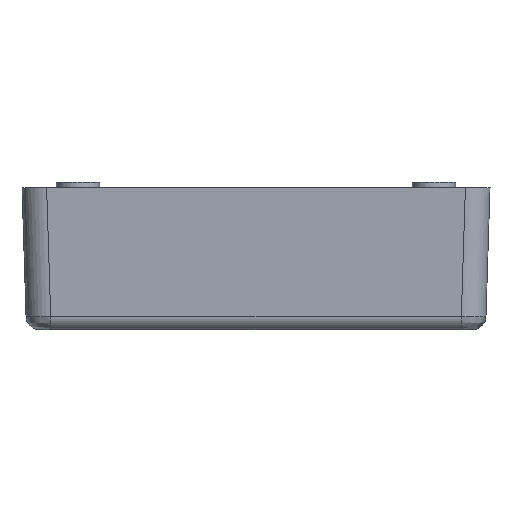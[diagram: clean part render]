
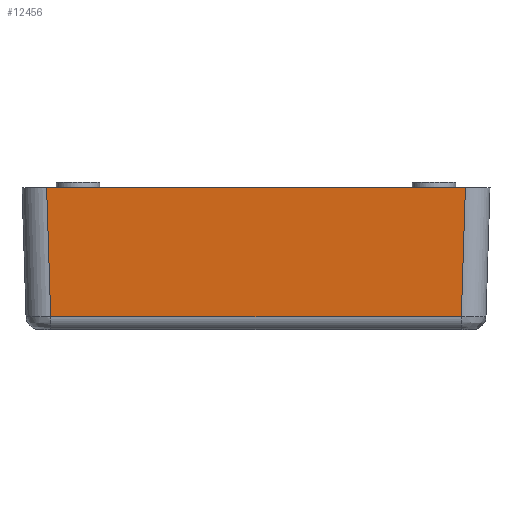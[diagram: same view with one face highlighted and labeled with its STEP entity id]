
A CAD part, left-side view. The second image highlights one B-rep face of the part: STEP entity #12456.
In plain terms, the highlighted planar face has unit normal (-1, 0, -0.031).
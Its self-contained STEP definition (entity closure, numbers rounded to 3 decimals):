
#1219=PLANE('',#13827);
#2065=LINE('',#21325,#2939);
#2068=LINE('',#21367,#2942);
#2070=LINE('',#21371,#2944);
#2074=LINE('',#21379,#2948);
#2939=VECTOR('',#17104,10.);
#2942=VECTOR('',#17117,10.);
#2944=VECTOR('',#17123,10.);
#2948=VECTOR('',#17135,10.);
#3883=FACE_OUTER_BOUND('',#4622,.T.);
#4622=EDGE_LOOP('',(#11087,#11088,#11089,#11090));
#5926=VERTEX_POINT('',#21318);
#5928=VERTEX_POINT('',#21323);
#5929=VERTEX_POINT('',#21357);
#5931=VERTEX_POINT('',#21363);
#7668=EDGE_CURVE('',#5928,#5926,#2065,.T.);
#7675=EDGE_CURVE('',#5929,#5931,#2068,.T.);
#7677=EDGE_CURVE('',#5926,#5929,#2070,.T.);
#7681=EDGE_CURVE('',#5928,#5931,#2074,.T.);
#11087=ORIENTED_EDGE('',*,*,#7668,.F.);
#11088=ORIENTED_EDGE('',*,*,#7681,.T.);
#11089=ORIENTED_EDGE('',*,*,#7675,.F.);
#11090=ORIENTED_EDGE('',*,*,#7677,.F.);
#12456=ADVANCED_FACE('',(#3883),#1219,.T.);
#13827=AXIS2_PLACEMENT_3D('',#21430,#17187,#17188);
#17104=DIRECTION('',(0.031,0.031,-0.999));
#17117=DIRECTION('',(-0.031,0.031,0.999));
#17123=DIRECTION('',(0.,1.,0.));
#17135=DIRECTION('',(0.,1.,0.));
#17187=DIRECTION('center_axis',(-1.,0.,-0.031));
#17188=DIRECTION('ref_axis',(0.,1.,0.));
#21318=CARTESIAN_POINT('',(-84.259,-37.511,-23.579));
#21323=CARTESIAN_POINT('',(-85.,-38.252,0.));
#21325=CARTESIAN_POINT('',(-84.962,-38.215,-1.2));
#21357=CARTESIAN_POINT('',(-84.259,37.511,-23.579));
#21363=CARTESIAN_POINT('',(-85.,38.252,0.));
#21367=CARTESIAN_POINT('',(-84.921,38.173,-2.525));
#21371=CARTESIAN_POINT('',(-84.259,21.375,-23.579));
#21379=CARTESIAN_POINT('',(-85.,-42.75,0.));
#21430=CARTESIAN_POINT('Origin',(-85.,42.75,0.));
